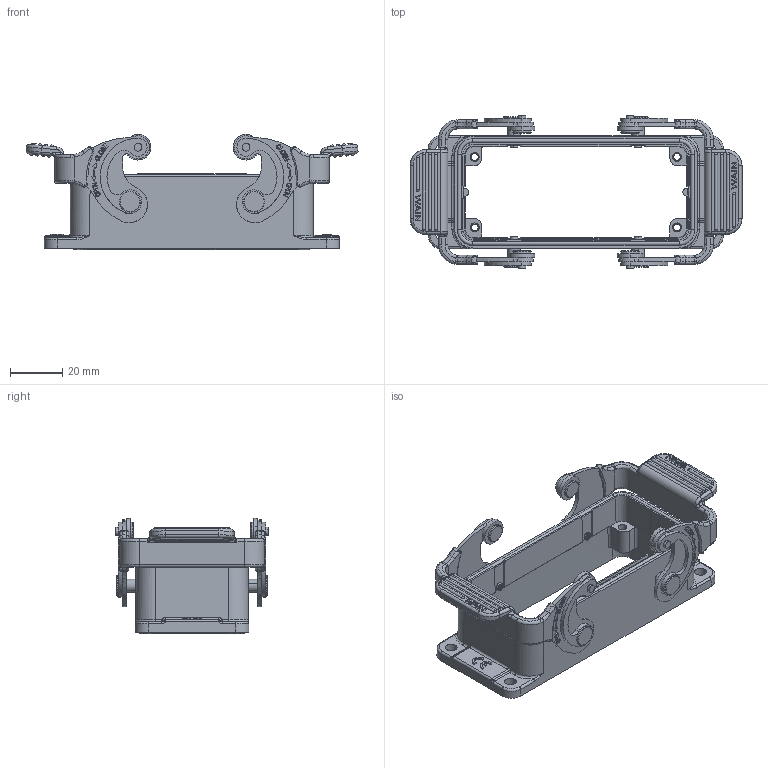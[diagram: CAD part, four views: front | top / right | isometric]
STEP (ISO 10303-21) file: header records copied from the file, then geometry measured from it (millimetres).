
FILE_DESCRIPTION((''),'2;1');
FILE_NAME('3D_1116163411201_EMC1_H16B-BK-2','2024-01-29T',('13034'),(''),'PRO/ENGINEER BY PARAMETRIC TECHNOLOGY CORPORATION, 2012480','PRO/ENGINEER BY PARAMETRIC TECHNOLOGY CORPORATION, 2012480','');
FILE_SCHEMA(('CONFIG_CONTROL_DESIGN'));
Products named in the file (1): 3D_1116163411201_EMC1_H16B-BK-2
Bounding box: 127.14 x 58.51 x 44.1 mm (x, y, z)
Volume: 45496.7 mm3; surface area: 34724.1 mm2
Topology: 1 solids, 1 shells, 1480 faces, 3988 edges, 2537 vertices
Faces by surface type: plane 652, cylinder 396, extrusion 150, torus 118, bspline 88, sphere 40, cone 34, revolution 2
Entity records: 54393 total; most frequent: CARTESIAN_POINT 18261, ORIENTED_EDGE 7800, DIRECTION 7003, EDGE_CURVE 3900, VERTEX_POINT 2537, AXIS2_PLACEMENT_3D 2387, VECTOR 2227, LINE 2077
